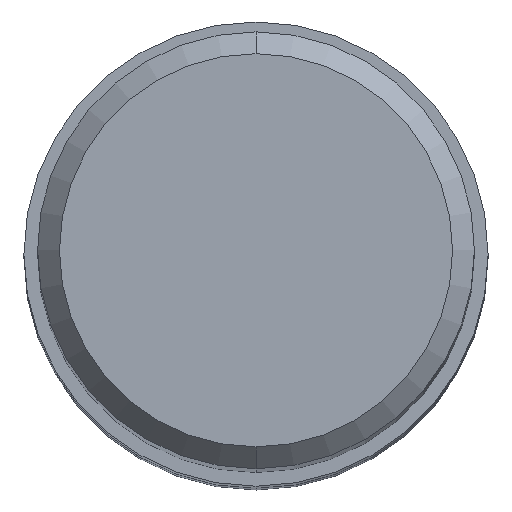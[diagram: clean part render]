
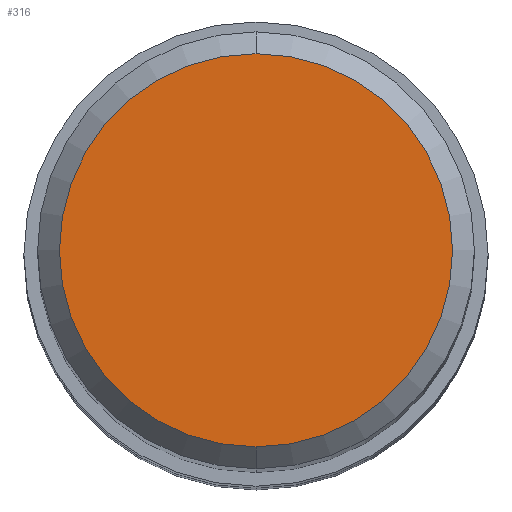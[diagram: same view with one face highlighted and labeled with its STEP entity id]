
A CAD part, top view. The second image highlights one B-rep face of the part: STEP entity #316.
In plain terms, the highlighted planar face has unit normal (0, 0, 1).
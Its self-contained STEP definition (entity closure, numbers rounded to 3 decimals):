
#200=EDGE_CURVE('',#392,#314,#497,.T.);
#202=EDGE_CURVE('',#314,#392,#499,.T.);
#314=VERTEX_POINT('',#621);
#316=ADVANCED_FACE('',(#623),#624,.T.);
#392=VERTEX_POINT('',#710);
#497=CIRCLE('',#821,3.6);
#499=CIRCLE('',#824,3.6);
#621=CARTESIAN_POINT('',(0.0,3.6,0.0));
#623=FACE_OUTER_BOUND('',#1152,.T.);
#624=PLANE('',#1153);
#710=CARTESIAN_POINT('',(0.,-3.6,0.0));
#821=AXIS2_PLACEMENT_3D('',#1442,#1443,#1444);
#824=AXIS2_PLACEMENT_3D('',#1445,#1446,#1447);
#1152=EDGE_LOOP('',(#1563,#1564));
#1153=AXIS2_PLACEMENT_3D('',#1565,#1566,#1567);
#1442=CARTESIAN_POINT('',(0.0,0.0,0.0));
#1443=DIRECTION('',(0.0,0.0,-1.0));
#1444=DIRECTION('',(0.0,1.0,0.0));
#1445=CARTESIAN_POINT('',(0.0,0.0,0.0));
#1446=DIRECTION('',(0.0,0.0,-1.0));
#1447=DIRECTION('',(0.0,1.0,0.0));
#1563=ORIENTED_EDGE('',*,*,#202,.F.);
#1564=ORIENTED_EDGE('',*,*,#200,.F.);
#1565=CARTESIAN_POINT('',(0.0,1.8,0.0));
#1566=DIRECTION('',(-0.0,0.0,1.0));
#1567=DIRECTION('',(0.0,-1.0,0.0));
